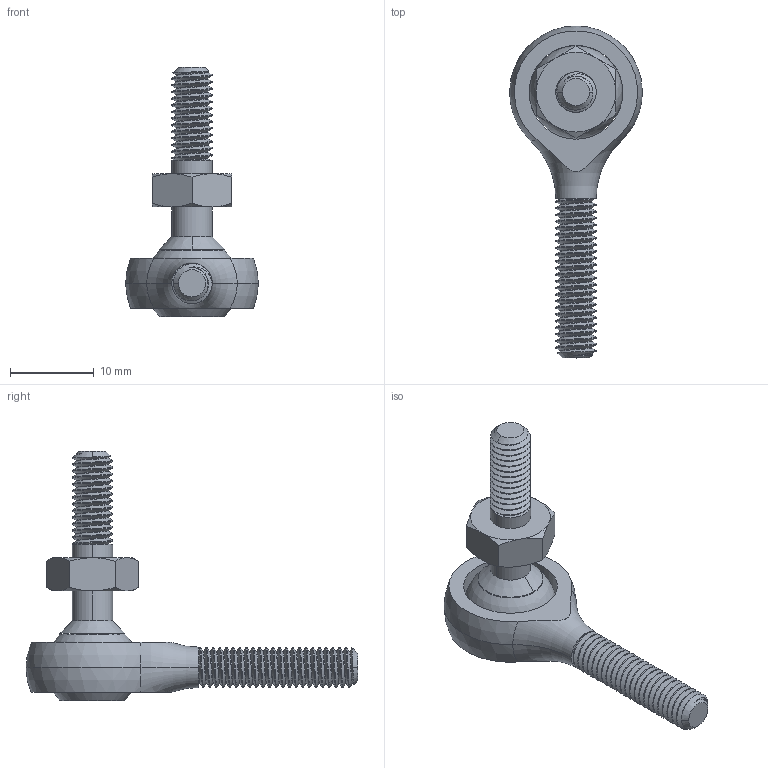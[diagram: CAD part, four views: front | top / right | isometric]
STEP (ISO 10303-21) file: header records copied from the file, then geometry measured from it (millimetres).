
FILE_DESCRIPTION (( 'STEP AP203' ), '1' );
FILE_NAME ('60645K211_Ball Joint Linkage.STEP', '2021-09-10T18:02:59', ( 'Administrator' ), ( 'Managed by Terraform' ), 'SwSTEP 2.0', 'SolidWorks 2017', '' );
FILE_SCHEMA (( 'CONFIG_CONTROL_DESIGN' ));
Length unit declared in the file: inch
Products named in the file (1): 60645K211_Ball Joint Linkage
Bounding box: 15.87 x 39.69 x 29.78 mm (x, y, z)
Volume: 2205.3 mm3; surface area: 2428.6 mm2
Topology: 3 solids, 3 shells, 135 faces, 359 edges, 233 vertices
Faces by surface type: cylinder 83, cone 22, plane 18, bspline 6, sphere 4, torus 2
Entity records: 11191 total; most frequent: CARTESIAN_POINT 8258, ORIENTED_EDGE 714, DIRECTION 490, EDGE_CURVE 357, VERTEX_POINT 233, AXIS2_PLACEMENT_3D 196, EDGE_LOOP 144, FACE_OUTER_BOUND 135
